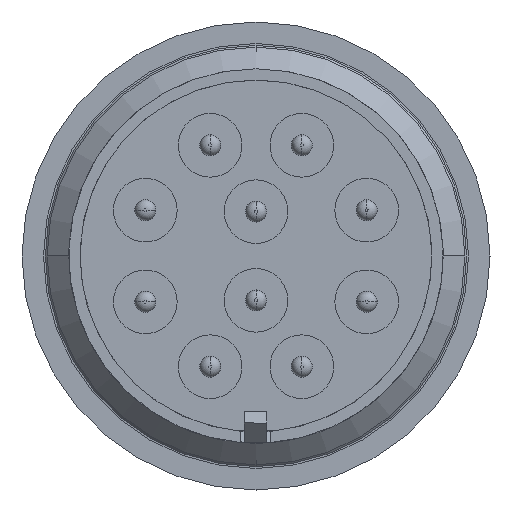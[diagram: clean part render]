
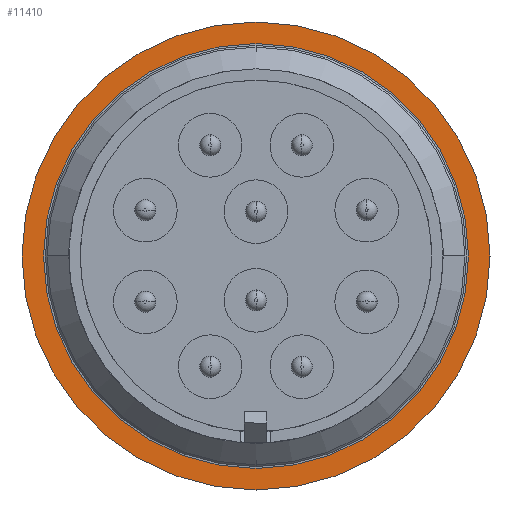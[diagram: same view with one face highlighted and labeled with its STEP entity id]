
A CAD part, front view. The second image highlights one B-rep face of the part: STEP entity #11410.
In plain terms, the highlighted planar face has unit normal (0, -1, 0).
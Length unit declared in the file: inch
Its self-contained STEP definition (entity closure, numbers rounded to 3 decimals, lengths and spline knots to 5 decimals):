
#1353 = CIRCLE ( 'NONE', #3233, 0.625 ) ;
#1363 = CIRCLE ( 'NONE', #3228, 0.5675 ) ;
#1695 = PLANE ( 'NONE',  #11218 ) ;
#1697 = CARTESIAN_POINT ( 'NONE',  ( 0.002, 0.80065, 0.5675 ) ) ;
#1702 = DIRECTION ( 'NONE',  ( 0., -1., 0. ) ) ;
#1703 = DIRECTION ( 'NONE',  ( 0., 0., -1. ) ) ;
#2147 = EDGE_CURVE ( 'NONE', #8095, #7863, #1363, .T. ) ;
#2153 = EDGE_CURVE ( 'NONE', #8128, #8152, #1353, .T. ) ;
#2867 = FACE_OUTER_BOUND ( 'NONE', #12391, .T. ) ;
#2903 = FACE_BOUND ( 'NONE', #12460, .T. ) ;
#3228 = AXIS2_PLACEMENT_3D ( 'NONE', #5260, #5261, #5262 ) ;
#3233 = AXIS2_PLACEMENT_3D ( 'NONE', #5298, #5300, #5302 ) ;
#3522 = CARTESIAN_POINT ( 'NONE',  ( 0., 0.80065, 0.5675 ) ) ;
#3743 = AXIS2_PLACEMENT_3D ( 'NONE', #3964, #3966, #3968 ) ;
#3745 = AXIS2_PLACEMENT_3D ( 'NONE', #3971, #3973, #3975 ) ;
#3964 = CARTESIAN_POINT ( 'NONE',  ( 0., 0.80065, 0. ) ) ;
#3966 = DIRECTION ( 'NONE',  ( 0., -1., 0. ) ) ;
#3968 = DIRECTION ( 'NONE',  ( 0., 0., 1. ) ) ;
#3971 = CARTESIAN_POINT ( 'NONE',  ( 0., 0.80065, 0. ) ) ;
#3973 = DIRECTION ( 'NONE',  ( 0., 1., 0. ) ) ;
#3975 = DIRECTION ( 'NONE',  ( 0., 0., 1. ) ) ;
#5260 = CARTESIAN_POINT ( 'NONE',  ( 0., 0.80065, 0. ) ) ;
#5261 = DIRECTION ( 'NONE',  ( 0., 1., 0. ) ) ;
#5262 = DIRECTION ( 'NONE',  ( 0., 0., 1. ) ) ;
#5298 = CARTESIAN_POINT ( 'NONE',  ( 0., 0.80065, 0. ) ) ;
#5300 = DIRECTION ( 'NONE',  ( 0., -1., 0. ) ) ;
#5302 = DIRECTION ( 'NONE',  ( 0., 0., 1. ) ) ;
#7258 = CARTESIAN_POINT ( 'NONE',  ( 0., 0.80065, 0.625 ) ) ;
#7863 = VERTEX_POINT ( 'NONE', #3522 ) ;
#8095 = VERTEX_POINT ( 'NONE', #13561 ) ;
#8128 = VERTEX_POINT ( 'NONE', #13540 ) ;
#8152 = VERTEX_POINT ( 'NONE', #7258 ) ;
#8332 = CIRCLE ( 'NONE', #3743, 0.625 ) ;
#8425 = CIRCLE ( 'NONE', #3745, 0.5675 ) ;
#8751 = EDGE_CURVE ( 'NONE', #8152, #8128, #8332, .T. ) ;
#8752 = EDGE_CURVE ( 'NONE', #7863, #8095, #8425, .T. ) ;
#11218 = AXIS2_PLACEMENT_3D ( 'NONE', #1697, #1702, #1703 ) ;
#11410 = ADVANCED_FACE ( 'NONE', ( #2903, #2867 ), #1695, .T. ) ;
#12025 = ORIENTED_EDGE ( 'NONE', *, *, #2153, .T. ) ;
#12073 = ORIENTED_EDGE ( 'NONE', *, *, #2147, .T. ) ;
#12391 = EDGE_LOOP ( 'NONE', ( #12601, #12025 ) ) ;
#12460 = EDGE_LOOP ( 'NONE', ( #12607, #12073 ) ) ;
#12601 = ORIENTED_EDGE ( 'NONE', *, *, #8751, .T. ) ;
#12607 = ORIENTED_EDGE ( 'NONE', *, *, #8752, .T. ) ;
#13540 = CARTESIAN_POINT ( 'NONE',  ( 0., 0.80065, -0.625 ) ) ;
#13561 = CARTESIAN_POINT ( 'NONE',  ( 0., 0.80065, -0.5675 ) ) ;
